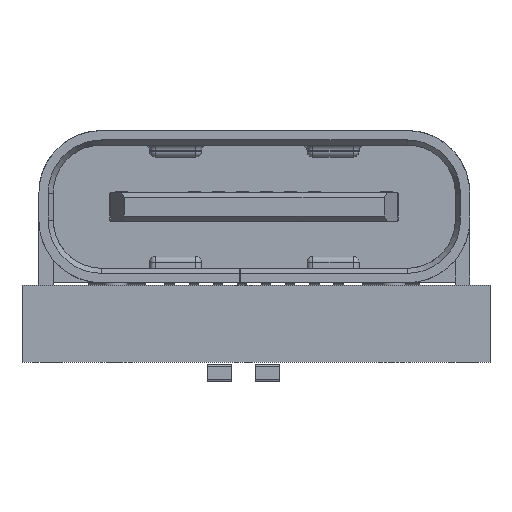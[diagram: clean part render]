
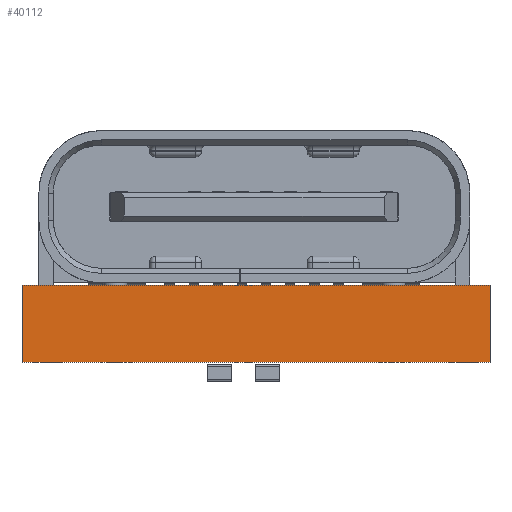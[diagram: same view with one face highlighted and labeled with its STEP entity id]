
A CAD part, front view. The second image highlights one B-rep face of the part: STEP entity #40112.
In plain terms, the highlighted planar face has unit normal (0, -1, 0).
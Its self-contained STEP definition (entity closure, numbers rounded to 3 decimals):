
#40112 = ADVANCED_FACE('',(#40113),#40127,.T.);
#40113 = FACE_BOUND('',#40114,.T.);
#40114 = EDGE_LOOP('',(#40115,#40150,#40178,#40206));
#40115 = ORIENTED_EDGE('',*,*,#40116,.T.);
#40116 = EDGE_CURVE('',#40117,#40119,#40121,.T.);
#40117 = VERTEX_POINT('',#40118);
#40118 = CARTESIAN_POINT('',(99.87,-68.73,0.));
#40119 = VERTEX_POINT('',#40120);
#40120 = CARTESIAN_POINT('',(99.87,-68.73,1.6));
#40121 = SURFACE_CURVE('',#40122,(#40126,#40138),.PCURVE_S1.);
#40122 = LINE('',#40123,#40124);
#40123 = CARTESIAN_POINT('',(99.87,-68.73,0.));
#40124 = VECTOR('',#40125,1.);
#40125 = DIRECTION('',(0.,0.,1.));
#40126 = PCURVE('',#40127,#40132);
#40127 = PLANE('',#40128);
#40128 = AXIS2_PLACEMENT_3D('',#40129,#40130,#40131);
#40129 = CARTESIAN_POINT('',(99.87,-68.73,0.));
#40130 = DIRECTION('',(0.,-1.,0.));
#40131 = DIRECTION('',(-1.,0.,0.));
#40132 = DEFINITIONAL_REPRESENTATION('',(#40133),#40137);
#40133 = LINE('',#40134,#40135);
#40134 = CARTESIAN_POINT('',(0.,-0.));
#40135 = VECTOR('',#40136,1.);
#40136 = DIRECTION('',(0.,-1.));
#40137 = ( GEOMETRIC_REPRESENTATION_CONTEXT(2) 
PARAMETRIC_REPRESENTATION_CONTEXT() REPRESENTATION_CONTEXT('2D SPACE',''
  ) );
#40138 = PCURVE('',#40139,#40144);
#40139 = PLANE('',#40140);
#40140 = AXIS2_PLACEMENT_3D('',#40141,#40142,#40143);
#40141 = CARTESIAN_POINT('',(99.87,-62.25,0.));
#40142 = DIRECTION('',(1.,0.,-0.));
#40143 = DIRECTION('',(0.,-1.,0.));
#40144 = DEFINITIONAL_REPRESENTATION('',(#40145),#40149);
#40145 = LINE('',#40146,#40147);
#40146 = CARTESIAN_POINT('',(6.48,0.));
#40147 = VECTOR('',#40148,1.);
#40148 = DIRECTION('',(0.,-1.));
#40149 = ( GEOMETRIC_REPRESENTATION_CONTEXT(2) 
PARAMETRIC_REPRESENTATION_CONTEXT() REPRESENTATION_CONTEXT('2D SPACE',''
  ) );
#40150 = ORIENTED_EDGE('',*,*,#40151,.T.);
#40151 = EDGE_CURVE('',#40119,#40152,#40154,.T.);
#40152 = VERTEX_POINT('',#40153);
#40153 = CARTESIAN_POINT('',(90.15,-68.73,1.6));
#40154 = SURFACE_CURVE('',#40155,(#40159,#40166),.PCURVE_S1.);
#40155 = LINE('',#40156,#40157);
#40156 = CARTESIAN_POINT('',(99.87,-68.73,1.6));
#40157 = VECTOR('',#40158,1.);
#40158 = DIRECTION('',(-1.,0.,0.));
#40159 = PCURVE('',#40127,#40160);
#40160 = DEFINITIONAL_REPRESENTATION('',(#40161),#40165);
#40161 = LINE('',#40162,#40163);
#40162 = CARTESIAN_POINT('',(0.,-1.6));
#40163 = VECTOR('',#40164,1.);
#40164 = DIRECTION('',(1.,0.));
#40165 = ( GEOMETRIC_REPRESENTATION_CONTEXT(2) 
PARAMETRIC_REPRESENTATION_CONTEXT() REPRESENTATION_CONTEXT('2D SPACE',''
  ) );
#40166 = PCURVE('',#40167,#40172);
#40167 = PLANE('',#40168);
#40168 = AXIS2_PLACEMENT_3D('',#40169,#40170,#40171);
#40169 = CARTESIAN_POINT('',(95.01,-65.49,1.6));
#40170 = DIRECTION('',(-0.,-0.,-1.));
#40171 = DIRECTION('',(-1.,0.,0.));
#40172 = DEFINITIONAL_REPRESENTATION('',(#40173),#40177);
#40173 = LINE('',#40174,#40175);
#40174 = CARTESIAN_POINT('',(-4.86,-3.24));
#40175 = VECTOR('',#40176,1.);
#40176 = DIRECTION('',(1.,0.));
#40177 = ( GEOMETRIC_REPRESENTATION_CONTEXT(2) 
PARAMETRIC_REPRESENTATION_CONTEXT() REPRESENTATION_CONTEXT('2D SPACE',''
  ) );
#40178 = ORIENTED_EDGE('',*,*,#40179,.F.);
#40179 = EDGE_CURVE('',#40180,#40152,#40182,.T.);
#40180 = VERTEX_POINT('',#40181);
#40181 = CARTESIAN_POINT('',(90.15,-68.73,0.));
#40182 = SURFACE_CURVE('',#40183,(#40187,#40194),.PCURVE_S1.);
#40183 = LINE('',#40184,#40185);
#40184 = CARTESIAN_POINT('',(90.15,-68.73,0.));
#40185 = VECTOR('',#40186,1.);
#40186 = DIRECTION('',(0.,0.,1.));
#40187 = PCURVE('',#40127,#40188);
#40188 = DEFINITIONAL_REPRESENTATION('',(#40189),#40193);
#40189 = LINE('',#40190,#40191);
#40190 = CARTESIAN_POINT('',(9.72,0.));
#40191 = VECTOR('',#40192,1.);
#40192 = DIRECTION('',(0.,-1.));
#40193 = ( GEOMETRIC_REPRESENTATION_CONTEXT(2) 
PARAMETRIC_REPRESENTATION_CONTEXT() REPRESENTATION_CONTEXT('2D SPACE',''
  ) );
#40194 = PCURVE('',#40195,#40200);
#40195 = PLANE('',#40196);
#40196 = AXIS2_PLACEMENT_3D('',#40197,#40198,#40199);
#40197 = CARTESIAN_POINT('',(90.15,-68.73,0.));
#40198 = DIRECTION('',(-1.,0.,0.));
#40199 = DIRECTION('',(0.,1.,0.));
#40200 = DEFINITIONAL_REPRESENTATION('',(#40201),#40205);
#40201 = LINE('',#40202,#40203);
#40202 = CARTESIAN_POINT('',(0.,0.));
#40203 = VECTOR('',#40204,1.);
#40204 = DIRECTION('',(0.,-1.));
#40205 = ( GEOMETRIC_REPRESENTATION_CONTEXT(2) 
PARAMETRIC_REPRESENTATION_CONTEXT() REPRESENTATION_CONTEXT('2D SPACE',''
  ) );
#40206 = ORIENTED_EDGE('',*,*,#40207,.F.);
#40207 = EDGE_CURVE('',#40117,#40180,#40208,.T.);
#40208 = SURFACE_CURVE('',#40209,(#40213,#40220),.PCURVE_S1.);
#40209 = LINE('',#40210,#40211);
#40210 = CARTESIAN_POINT('',(99.87,-68.73,0.));
#40211 = VECTOR('',#40212,1.);
#40212 = DIRECTION('',(-1.,0.,0.));
#40213 = PCURVE('',#40127,#40214);
#40214 = DEFINITIONAL_REPRESENTATION('',(#40215),#40219);
#40215 = LINE('',#40216,#40217);
#40216 = CARTESIAN_POINT('',(0.,-0.));
#40217 = VECTOR('',#40218,1.);
#40218 = DIRECTION('',(1.,0.));
#40219 = ( GEOMETRIC_REPRESENTATION_CONTEXT(2) 
PARAMETRIC_REPRESENTATION_CONTEXT() REPRESENTATION_CONTEXT('2D SPACE',''
  ) );
#40220 = PCURVE('',#40221,#40226);
#40221 = PLANE('',#40222);
#40222 = AXIS2_PLACEMENT_3D('',#40223,#40224,#40225);
#40223 = CARTESIAN_POINT('',(95.01,-65.49,0.));
#40224 = DIRECTION('',(-0.,-0.,-1.));
#40225 = DIRECTION('',(-1.,0.,0.));
#40226 = DEFINITIONAL_REPRESENTATION('',(#40227),#40231);
#40227 = LINE('',#40228,#40229);
#40228 = CARTESIAN_POINT('',(-4.86,-3.24));
#40229 = VECTOR('',#40230,1.);
#40230 = DIRECTION('',(1.,0.));
#40231 = ( GEOMETRIC_REPRESENTATION_CONTEXT(2) 
PARAMETRIC_REPRESENTATION_CONTEXT() REPRESENTATION_CONTEXT('2D SPACE',''
  ) );
